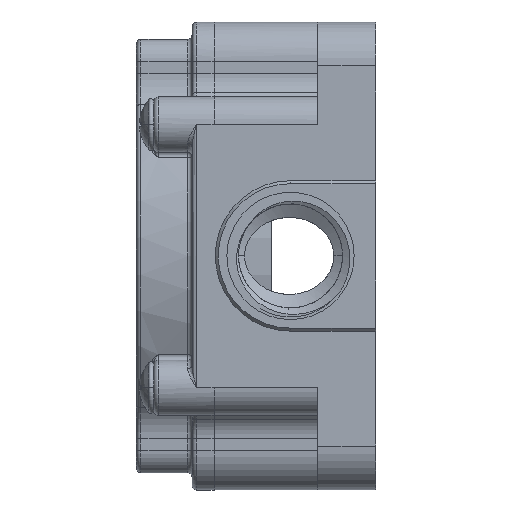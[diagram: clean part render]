
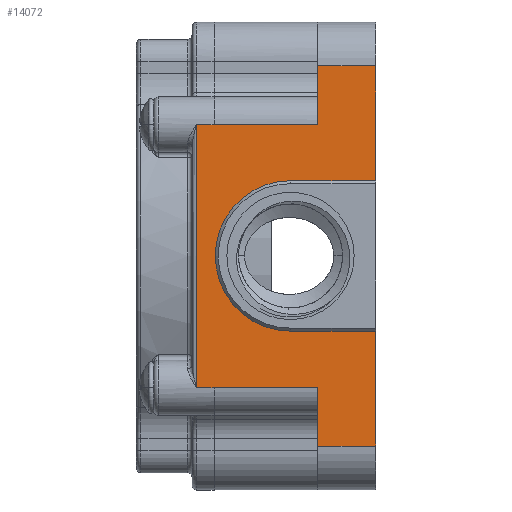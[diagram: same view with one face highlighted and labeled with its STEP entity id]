
A CAD part, left-side view. The second image highlights one B-rep face of the part: STEP entity #14072.
In plain terms, the highlighted planar face has unit normal (-1, 0, 0).
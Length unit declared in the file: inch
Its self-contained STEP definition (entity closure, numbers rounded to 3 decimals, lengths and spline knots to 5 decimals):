
#479=DIRECTION('',(0.,0.,1.));
#480=VECTOR('',#479,0.39848);
#481=CARTESIAN_POINT('',(-1.57756,0.3937,0.895));
#482=LINE('',#481,#480);
#493=DIRECTION('',(0.,1.,0.));
#494=VECTOR('',#493,0.3937);
#495=CARTESIAN_POINT('',(-1.57756,0.,1.29348));
#496=LINE('',#495,#494);
#497=DIRECTION('',(0.,1.,0.));
#498=VECTOR('',#497,0.70472);
#499=CARTESIAN_POINT('',(-1.57756,0.3937,-0.895));
#500=LINE('',#499,#498);
#501=DIRECTION('',(0.,1.,0.));
#502=VECTOR('',#501,0.12008);
#503=CARTESIAN_POINT('',(-1.57757,1.09843,
-0.89634));
#504=LINE('',#503,#502);
#505=CARTESIAN_POINT('',(-1.57758,1.09843,0.89382));
#506=CARTESIAN_POINT('',(-1.57758,1.09843,0.89421));
#507=CARTESIAN_POINT('',(-1.57757,1.09843,0.89461));
#508=CARTESIAN_POINT('',(-1.57757,1.09843,0.895));
#510=DIRECTION('',(0.,0.,-1.));
#511=VECTOR('',#510,0.78167);
#512=CARTESIAN_POINT('',(-1.57756,0.,1.29348));
#513=LINE('',#512,#511);
#514=DIRECTION('',(0.,1.,0.));
#515=VECTOR('',#514,0.57835);
#516=CARTESIAN_POINT('',(-1.57756,0.,0.51181));
#517=LINE('',#516,#515);
#518=CARTESIAN_POINT('',(-1.57756,0.57835,0.));
#519=DIRECTION('',(-1.,0.,0.));
#520=DIRECTION('',(0.,0.,1.));
#521=AXIS2_PLACEMENT_3D('',#518,#519,#520);
#523=DIRECTION('',(0.,1.,0.));
#524=VECTOR('',#523,0.57835);
#525=CARTESIAN_POINT('',(-1.57756,0.,-0.51181));
#526=LINE('',#525,#524);
#527=DIRECTION('',(0.,0.,-1.));
#528=VECTOR('',#527,0.78167);
#529=CARTESIAN_POINT('',(-1.57756,0.,-0.51181));
#530=LINE('',#529,#528);
#531=DIRECTION('',(0.,1.,0.));
#532=VECTOR('',#531,0.3937);
#533=CARTESIAN_POINT('',(-1.57756,0.,-1.29348));
#534=LINE('',#533,#532);
#540=CARTESIAN_POINT('',(-1.57757,1.09843,
-0.89634));
#541=CARTESIAN_POINT('',(-1.57757,1.09843,
-0.89612));
#542=CARTESIAN_POINT('',(-1.57755,1.09843,
-0.89567));
#543=CARTESIAN_POINT('',(-1.57756,1.09843,
-0.89522));
#544=CARTESIAN_POINT('',(-1.57756,1.09843,-0.895));
#685=DIRECTION('',(0.,0.,1.));
#686=VECTOR('',#685,0.39848);
#687=CARTESIAN_POINT('',(-1.57756,0.3937,
-1.29348));
#688=LINE('',#687,#686);
#1635=DIRECTION('',(0.,1.,0.));
#1636=VECTOR('',#1635,0.12008);
#1637=CARTESIAN_POINT('',(-1.57758,1.09843,
0.89382));
#1638=LINE('',#1637,#1636);
#1701=DIRECTION('',(0.,1.,0.));
#1702=VECTOR('',#1701,0.70472);
#1703=CARTESIAN_POINT('',(-1.57756,0.3937,0.895));
#1704=LINE('',#1703,#1702);
#1745=CARTESIAN_POINT('',(-1.57759,1.2185,
0.89382));
#1747=DIRECTION('',(0.,0.,-1.));
#1748=VECTOR('',#1747,1.79016);
#1749=CARTESIAN_POINT('',(-1.57759,1.2185,
0.89382));
#1750=LINE('',#1749,#1748);
#1803=CARTESIAN_POINT('',(-1.57759,1.2185,
-0.89634));
#11469=CARTESIAN_POINT('',(-1.57756,0.,1.29348));
#11471=VERTEX_POINT('',#11469);
#11482=CARTESIAN_POINT('',(-1.57756,0.,-1.29348));
#11484=VERTEX_POINT('',#11482);
#11485=CARTESIAN_POINT('',(-1.57756,0.3937,
1.29348));
#11487=VERTEX_POINT('',#11485);
#11498=CARTESIAN_POINT('',(-1.57756,0.3937,
-1.29348));
#11500=VERTEX_POINT('',#11498);
#11513=CARTESIAN_POINT('',(-1.57756,0.3937,-0.895));
#11514=VERTEX_POINT('',#11513);
#11515=CARTESIAN_POINT('',(-1.57756,0.3937,0.895));
#11516=VERTEX_POINT('',#11515);
#11599=CARTESIAN_POINT('',(-1.57756,0.,-0.51181));
#11600=CARTESIAN_POINT('',(-1.57756,0.57835,
-0.51181));
#11601=VERTEX_POINT('',#11599);
#11602=VERTEX_POINT('',#11600);
#11603=CARTESIAN_POINT('',(-1.57756,0.,0.51181));
#11604=CARTESIAN_POINT('',(-1.57756,0.57835,
0.51181));
#11605=VERTEX_POINT('',#11603);
#11606=VERTEX_POINT('',#11604);
#12622=VERTEX_POINT('',#1745);
#12640=VERTEX_POINT('',#1803);
#13312=VERTEX_POINT('',#505);
#13313=VERTEX_POINT('',#508);
#13352=CARTESIAN_POINT('',(-1.57755,1.09843,
-0.89634));
#13353=VERTEX_POINT('',#13352);
#13354=VERTEX_POINT('',#544);
#14037=CARTESIAN_POINT('',(-1.57756,0.,-1.29348));
#14038=DIRECTION('',(-1.,0.,0.));
#14039=DIRECTION('',(0.,0.,1.));
#14040=AXIS2_PLACEMENT_3D('',#14037,#14038,#14039);
#14041=PLANE('',#14040);
#14043=ORIENTED_EDGE('',*,*,#14042,.T.);
#14045=ORIENTED_EDGE('',*,*,#14044,.F.);
#14047=ORIENTED_EDGE('',*,*,#14046,.T.);
#14049=ORIENTED_EDGE('',*,*,#14048,.F.);
#14051=ORIENTED_EDGE('',*,*,#14050,.F.);
#14053=ORIENTED_EDGE('',*,*,#14052,.T.);
#14055=ORIENTED_EDGE('',*,*,#14054,.F.);
#14056=ORIENTED_EDGE('',*,*,#14004,.T.);
#14057=ORIENTED_EDGE('',*,*,#14030,.F.);
#14058=ORIENTED_EDGE('',*,*,#13602,.T.);
#14060=ORIENTED_EDGE('',*,*,#14059,.T.);
#14062=ORIENTED_EDGE('',*,*,#14061,.T.);
#14064=ORIENTED_EDGE('',*,*,#14063,.F.);
#14065=ORIENTED_EDGE('',*,*,#13590,.T.);
#14067=ORIENTED_EDGE('',*,*,#14066,.T.);
#14069=ORIENTED_EDGE('',*,*,#14068,.T.);
#14070=EDGE_LOOP('',(#14043,#14045,#14047,#14049,#14051,#14053,#14055,#14056,
#14057,#14058,#14060,#14062,#14064,#14065,#14067,#14069));
#14071=FACE_OUTER_BOUND('',#14070,.F.);
#14072=ADVANCED_FACE('',(#14071),#14041,.T.);
#509=B_SPLINE_CURVE_WITH_KNOTS('',3,(#505,#506,#507,#508),.UNSPECIFIED.,.F.,.F.,
(4,4),(0.,1.),.UNSPECIFIED.);
#522=CIRCLE('',#521,0.51181);
#545=B_SPLINE_CURVE_WITH_KNOTS('',3,(#540,#541,#542,#543,#544),.UNSPECIFIED.,
.F.,.F.,(4,1,4),(0.,0.5,1.),.UNSPECIFIED.);
#13590=EDGE_CURVE('',#11601,#11484,#530,.T.);
#13602=EDGE_CURVE('',#11471,#11605,#513,.T.);
#14004=EDGE_CURVE('',#11516,#11487,#482,.T.);
#14030=EDGE_CURVE('',#11471,#11487,#496,.T.);
#14042=EDGE_CURVE('',#11514,#13354,#500,.T.);
#14044=EDGE_CURVE('',#13353,#13354,#545,.T.);
#14046=EDGE_CURVE('',#13353,#12640,#504,.T.);
#14048=EDGE_CURVE('',#12622,#12640,#1750,.T.);
#14050=EDGE_CURVE('',#13312,#12622,#1638,.T.);
#14052=EDGE_CURVE('',#13312,#13313,#509,.T.);
#14054=EDGE_CURVE('',#11516,#13313,#1704,.T.);
#14059=EDGE_CURVE('',#11605,#11606,#517,.T.);
#14061=EDGE_CURVE('',#11606,#11602,#522,.T.);
#14063=EDGE_CURVE('',#11601,#11602,#526,.T.);
#14066=EDGE_CURVE('',#11484,#11500,#534,.T.);
#14068=EDGE_CURVE('',#11500,#11514,#688,.T.);
